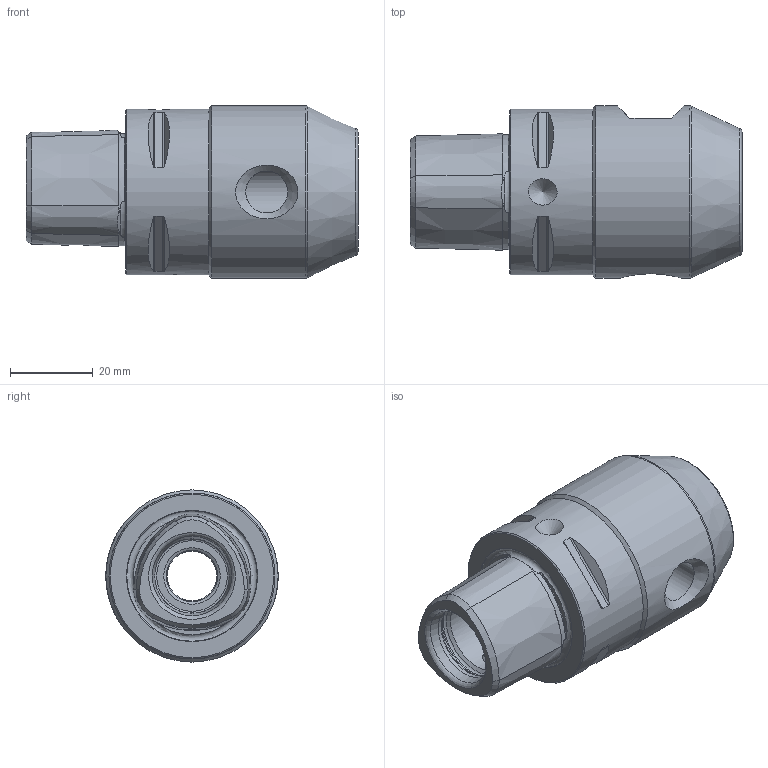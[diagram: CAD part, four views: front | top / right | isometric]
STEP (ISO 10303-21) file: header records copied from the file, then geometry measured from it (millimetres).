
FILE_DESCRIPTION( ( 'Unknown' ), '1' );
FILE_NAME( '280431220-C.stp', 'Unknown', ( 'Unknown' ), ( 'Unknown' ), 'PSStep 15.0.49', 'Unknown', ' ' );
FILE_SCHEMA( ( 'AUTOMOTIVE_DESIGN { 1 0 10303 214 1 1 1 1 }' ) );
Length unit declared in the file: millimetre
Products named in the file (1): 1
Bounding box: 80 x 41.5 x 41.5 mm (x, y, z)
Volume: 69500.9 mm3; surface area: 14697 mm2
Topology: 1 solids, 1 shells, 105 faces, 265 edges, 165 vertices
Faces by surface type: cone 54, plane 22, cylinder 21, torus 8
Full cylindrical faces by diameter (mm): 4 x1, 4.6 x2, 10.106 x1, 12 x1, 12.376 x2, 12.5 x1, 18 x2, 20 x1, 40 x1, 41.5 x1
Entity records: 4282 total; most frequent: CARTESIAN_POINT 1239, DIRECTION 444, ORIENTED_EDGE 412, EDGE_CURVE 206, AXIS2_PLACEMENT_3D 196, EDGE_LOOP 152, VERTEX_POINT 147, FACE_OUTER_BOUND 126
